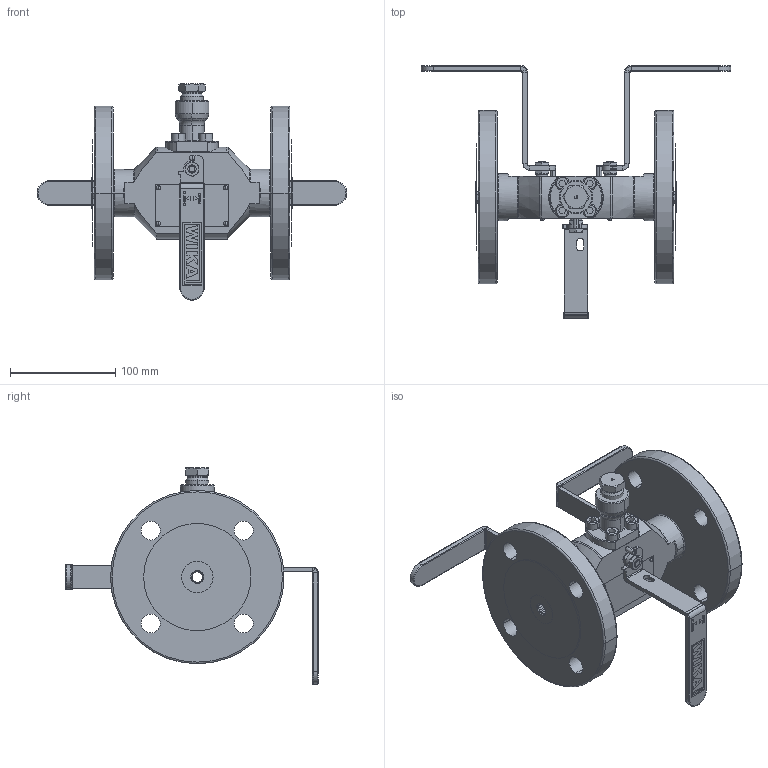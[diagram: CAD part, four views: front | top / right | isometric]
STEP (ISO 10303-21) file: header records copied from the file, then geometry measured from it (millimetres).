
FILE_DESCRIPTION((''),'2;1');
FILE_NAME('PRT0001','2022-02-14T',('BrunoR'),(''),'CREO PARAMETRIC BY PTC INC, 2015080','CREO PARAMETRIC BY PTC INC, 2015080','');
FILE_SCHEMA(('CONFIG_CONTROL_DESIGN'));
Length unit declared in the file: millimetre
Products named in the file (1): PRT0001
Bounding box: 294.6 x 240.4 x 205.75 mm (x, y, z)
Surface area: 194254.7 mm2 (no closed solid volume)
Topology: 0 solids, 120 shells, 568 faces, 3477 edges, 2991 vertices
Faces by surface type: plane 268, cylinder 158, cone 74, torus 52, sphere 14, bspline 2
Entity records: 34341 total; most frequent: CARTESIAN_POINT 8681, DIRECTION 4939, ORIENTED_EDGE 4434, EDGE_CURVE 3451, VERTEX_POINT 2985, VECTOR 2603, LINE 2603, AXIS2_PLACEMENT_3D 1168
